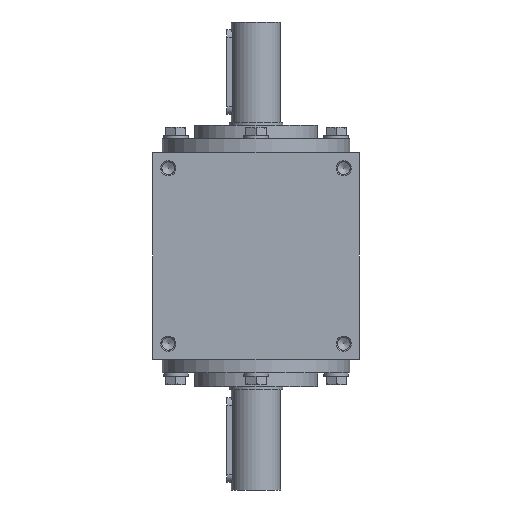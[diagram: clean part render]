
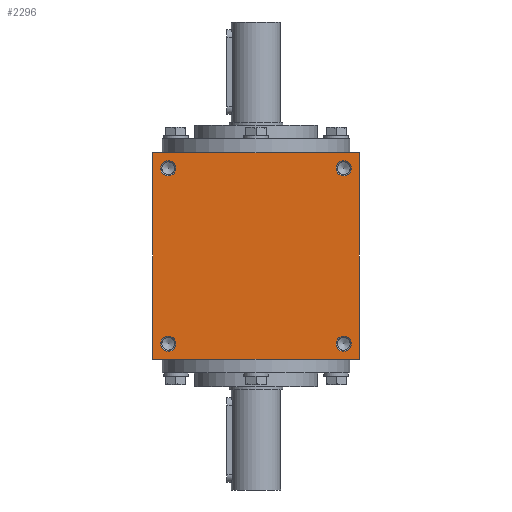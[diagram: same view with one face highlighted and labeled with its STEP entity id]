
A CAD part, left-side view. The second image highlights one B-rep face of the part: STEP entity #2296.
In plain terms, the highlighted face is planar.
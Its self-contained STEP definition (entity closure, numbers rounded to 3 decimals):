
#296=PLANE('',#2696);
#332=LINE('',#4137,#372);
#336=LINE('',#4154,#376);
#339=LINE('',#4170,#379);
#342=LINE('',#4184,#382);
#372=VECTOR('',#3338,1000.);
#376=VECTOR('',#3352,1000.);
#379=VECTOR('',#3367,1000.);
#382=VECTOR('',#3380,1000.);
#743=ORIENTED_EDGE('',*,*,#1165,.F.);
#744=ORIENTED_EDGE('',*,*,#1166,.T.);
#745=ORIENTED_EDGE('',*,*,#1167,.F.);
#746=ORIENTED_EDGE('',*,*,#1168,.T.);
#747=ORIENTED_EDGE('',*,*,#1135,.F.);
#748=ORIENTED_EDGE('',*,*,#1158,.F.);
#749=ORIENTED_EDGE('',*,*,#1151,.F.);
#750=ORIENTED_EDGE('',*,*,#1143,.F.);
#1135=EDGE_CURVE('',#1351,#1352,#332,.T.);
#1143=EDGE_CURVE('',#1352,#1359,#336,.T.);
#1151=EDGE_CURVE('',#1359,#1366,#339,.T.);
#1158=EDGE_CURVE('',#1366,#1351,#342,.T.);
#1165=EDGE_CURVE('',#1377,#1377,#1515,.T.);
#1166=EDGE_CURVE('',#1378,#1378,#1516,.T.);
#1167=EDGE_CURVE('',#1379,#1379,#1517,.T.);
#1168=EDGE_CURVE('',#1380,#1380,#1518,.T.);
#1351=VERTEX_POINT('',#4138);
#1352=VERTEX_POINT('',#4139);
#1359=VERTEX_POINT('',#4155);
#1366=VERTEX_POINT('',#4171);
#1377=VERTEX_POINT('',#4199);
#1378=VERTEX_POINT('',#4201);
#1379=VERTEX_POINT('',#4203);
#1380=VERTEX_POINT('',#4205);
#1515=CIRCLE('',#2697,5.);
#1516=CIRCLE('',#2698,5.);
#1517=CIRCLE('',#2699,5.);
#1518=CIRCLE('',#2700,5.);
#1698=EDGE_LOOP('',(#743));
#1699=EDGE_LOOP('',(#744));
#1700=EDGE_LOOP('',(#745));
#1701=EDGE_LOOP('',(#746));
#1702=EDGE_LOOP('',(#747,#748,#749,#750));
#1988=FACE_BOUND('',#1698,.T.);
#1989=FACE_BOUND('',#1699,.T.);
#1990=FACE_BOUND('',#1700,.T.);
#1991=FACE_BOUND('',#1701,.T.);
#1992=FACE_BOUND('',#1702,.T.);
#2296=ADVANCED_FACE('',(#1988,#1989,#1990,#1991,#1992),#296,.F.);
#2696=AXIS2_PLACEMENT_3D('',#4197,#3394,#3395);
#2697=AXIS2_PLACEMENT_3D('',#4198,#3396,#3397);
#2698=AXIS2_PLACEMENT_3D('',#4200,#3398,#3399);
#2699=AXIS2_PLACEMENT_3D('',#4202,#3400,#3401);
#2700=AXIS2_PLACEMENT_3D('',#4204,#3402,#3403);
#3338=DIRECTION('',(0.,-1.,0.));
#3352=DIRECTION('',(1.,0.,0.));
#3367=DIRECTION('',(0.,1.,0.));
#3380=DIRECTION('',(-1.,0.,0.));
#3394=DIRECTION('',(0.,0.,1.));
#3395=DIRECTION('',(1.,0.,0.));
#3396=DIRECTION('',(0.,0.,-1.));
#3397=DIRECTION('',(-1.,0.,0.));
#3398=DIRECTION('',(0.,0.,1.));
#3399=DIRECTION('',(1.,0.,0.));
#3400=DIRECTION('',(0.,0.,-1.));
#3401=DIRECTION('',(-1.,0.,0.));
#3402=DIRECTION('',(0.,0.,1.));
#3403=DIRECTION('',(1.,0.,0.));
#4137=CARTESIAN_POINT('',(-67.,67.,-67.));
#4138=CARTESIAN_POINT('',(-67.,67.,-67.));
#4139=CARTESIAN_POINT('',(-67.,-67.,-67.));
#4154=CARTESIAN_POINT('',(-67.,-67.,-67.));
#4155=CARTESIAN_POINT('',(67.,-67.,-67.));
#4170=CARTESIAN_POINT('',(67.,-67.,-67.));
#4171=CARTESIAN_POINT('',(67.,67.,-67.));
#4184=CARTESIAN_POINT('',(67.,67.,-67.));
#4197=CARTESIAN_POINT('',(0.,0.,-67.));
#4198=CARTESIAN_POINT('',(-57.,57.,-67.));
#4199=CARTESIAN_POINT('',(-62.,57.,-67.));
#4200=CARTESIAN_POINT('',(57.,57.,-67.));
#4201=CARTESIAN_POINT('',(62.,57.,-67.));
#4202=CARTESIAN_POINT('',(-57.,-57.,-67.));
#4203=CARTESIAN_POINT('',(-62.,-57.,-67.));
#4204=CARTESIAN_POINT('',(57.,-57.,-67.));
#4205=CARTESIAN_POINT('',(62.,-57.,-67.));
